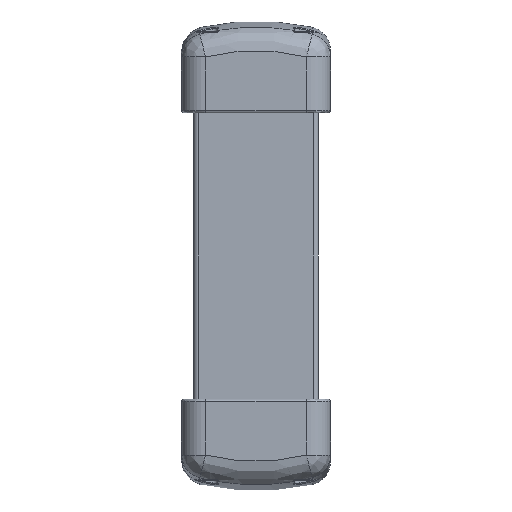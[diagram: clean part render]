
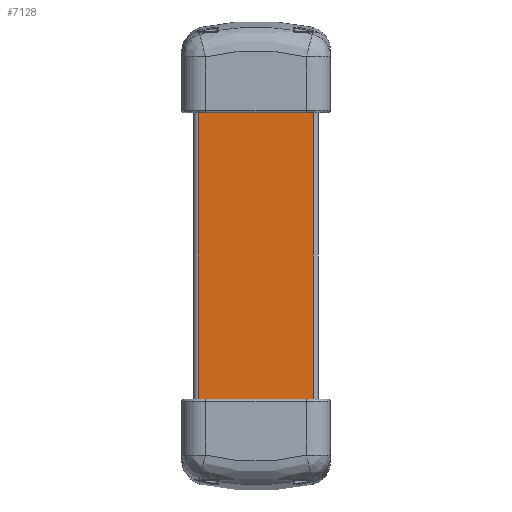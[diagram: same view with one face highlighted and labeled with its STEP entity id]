
A CAD part, left-side view. The second image highlights one B-rep face of the part: STEP entity #7128.
In plain terms, the highlighted planar face has unit normal (-1, 0, 0).
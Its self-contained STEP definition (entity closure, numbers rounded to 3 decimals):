
#319 = EDGE_LOOP ( 'NONE', ( #11531, #11177, #12331, #13019 ) ) ;
#1054 = DIRECTION ( 'NONE',  ( -1., 0., 0. ) ) ;
#1169 = VERTEX_POINT ( 'NONE', #13871 ) ;
#1181 = CARTESIAN_POINT ( 'NONE',  ( -1.3, 1.2, 0. ) ) ;
#1759 = VECTOR ( 'NONE', #15434, 1000. ) ;
#2497 = LINE ( 'NONE', #4054, #9769 ) ;
#2597 = VECTOR ( 'NONE', #13129, 1000. ) ;
#3772 = PLANE ( 'NONE',  #8021 ) ;
#4054 = CARTESIAN_POINT ( 'NONE',  ( -1.3, -1.2, -4.481 ) ) ;
#4397 = EDGE_CURVE ( 'NONE', #13192, #7848, #13034, .T. ) ;
#4864 = LINE ( 'NONE', #8749, #1759 ) ;
#4890 = FACE_OUTER_BOUND ( 'NONE', #319, .T. ) ;
#6442 = CARTESIAN_POINT ( 'NONE',  ( -1.3, -1.2, 0. ) ) ;
#7128 = ADVANCED_FACE ( 'NONE', ( #4890 ), #3772, .T. ) ;
#7267 = EDGE_CURVE ( 'NONE', #14518, #1169, #10708, .T. ) ;
#7607 = DIRECTION ( 'NONE',  ( 0., 0., 1. ) ) ;
#7848 = VERTEX_POINT ( 'NONE', #14566 ) ;
#8021 = AXIS2_PLACEMENT_3D ( 'NONE', #6442, #1054, #7607 ) ;
#8405 = CARTESIAN_POINT ( 'NONE',  ( -1.3, 1.2, 4.481 ) ) ;
#8749 = CARTESIAN_POINT ( 'NONE',  ( -1.3, -1.2, 4.481 ) ) ;
#9769 = VECTOR ( 'NONE', #10514, 1000. ) ;
#10514 = DIRECTION ( 'NONE',  ( 0., -1., 0. ) ) ;
#10708 = LINE ( 'NONE', #1181, #2597 ) ;
#10958 = DIRECTION ( 'NONE',  ( 0., 0., 1. ) ) ;
#11177 = ORIENTED_EDGE ( 'NONE', *, *, #4397, .T. ) ;
#11531 = ORIENTED_EDGE ( 'NONE', *, *, #16988, .T. ) ;
#12331 = ORIENTED_EDGE ( 'NONE', *, *, #14514, .T. ) ;
#12438 = CARTESIAN_POINT ( 'NONE',  ( -1.3, -1.2, -4.481 ) ) ;
#13019 = ORIENTED_EDGE ( 'NONE', *, *, #7267, .T. ) ;
#13034 = LINE ( 'NONE', #16277, #13450 ) ;
#13129 = DIRECTION ( 'NONE',  ( 0., 0., -1. ) ) ;
#13192 = VERTEX_POINT ( 'NONE', #12438 ) ;
#13450 = VECTOR ( 'NONE', #10958, 1000. ) ;
#13871 = CARTESIAN_POINT ( 'NONE',  ( -1.3, 1.2, -4.481 ) ) ;
#14514 = EDGE_CURVE ( 'NONE', #7848, #14518, #4864, .T. ) ;
#14518 = VERTEX_POINT ( 'NONE', #8405 ) ;
#14566 = CARTESIAN_POINT ( 'NONE',  ( -1.3, -1.2, 4.481 ) ) ;
#15434 = DIRECTION ( 'NONE',  ( 0., 1., 0. ) ) ;
#16277 = CARTESIAN_POINT ( 'NONE',  ( -1.3, -1.2, 0. ) ) ;
#16988 = EDGE_CURVE ( 'NONE', #1169, #13192, #2497, .T. ) ;
